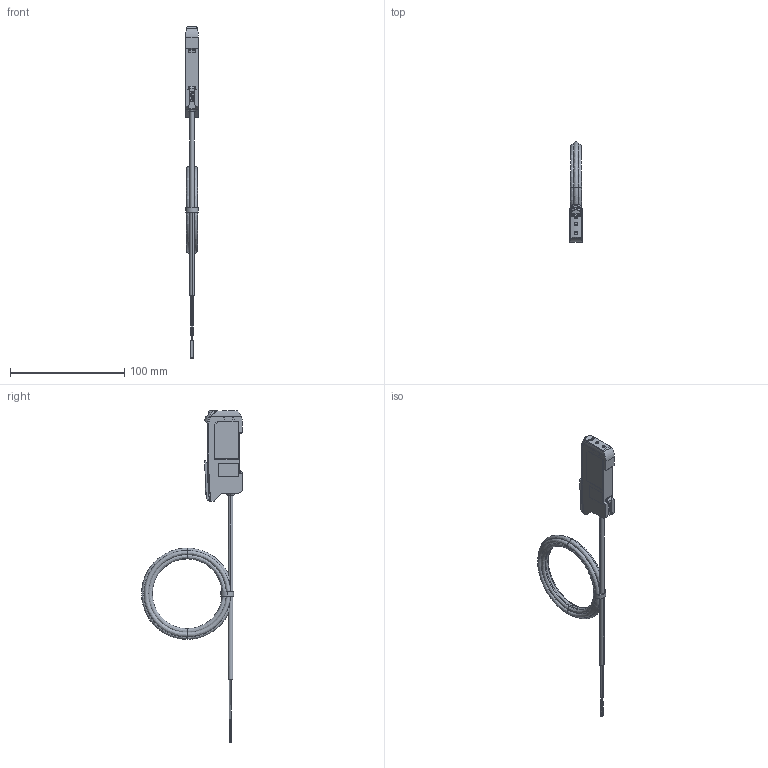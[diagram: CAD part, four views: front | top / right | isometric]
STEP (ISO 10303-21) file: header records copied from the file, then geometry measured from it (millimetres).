
FILE_DESCRIPTION (( 'STEP AP214' ), '1' );
FILE_NAME ('D4RF-TD,-T_220425.STEP', '2022-04-25T10:54:02', ( '' ), ( '' ), 'SwSTEP 2.0', 'SolidWorks 2021', '' );
FILE_SCHEMA (( 'AUTOMOTIVE_DESIGN' ));
Length unit declared in the file: millimetre
Products named in the file (3): 220425372; D4RF-TD,-T_220425; 220425361
Assembly tree (2 placements, depth 2):
  D4RF-TD,-T_220425
    220425372
    220425361
Bounding box: 11 x 88.4 x 291.15 mm (x, y, z)
Volume: 38565.9 mm3; surface area: 18820.2 mm2
Topology: 2 solids, 14 shells, 775 faces, 2004 edges, 1273 vertices
Faces by surface type: plane 367, cylinder 192, bspline 187, cone 29
Entity records: 30662 total; most frequent: CARTESIAN_POINT 12476, ORIENTED_EDGE 3968, DIRECTION 2883, EDGE_CURVE 1984, VERTEX_POINT 1273, VECTOR 1033, LINE 1033, AXIS2_PLACEMENT_3D 925
